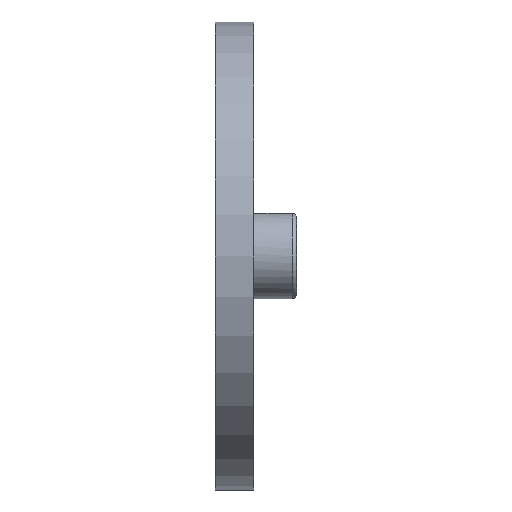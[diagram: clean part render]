
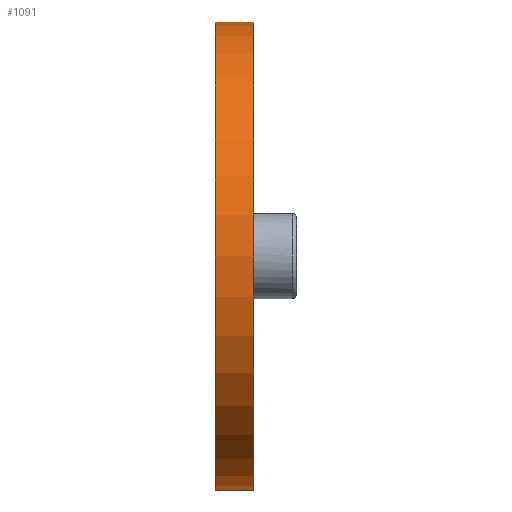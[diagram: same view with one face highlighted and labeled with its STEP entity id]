
A CAD part, front view. The second image highlights one B-rep face of the part: STEP entity #1091.
In plain terms, the highlighted cylindrical face has radius 27.44 mm (diameter 54.88 mm), a full revolution.
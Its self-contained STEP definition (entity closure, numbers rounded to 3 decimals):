
#106=FACE_OUTER_BOUND('',#169,.T.);
#169=EDGE_LOOP('',(#958,#959,#960,#961));
#252=LINE('',#1987,#333);
#333=VECTOR('',#1574,27.44);
#406=CIRCLE('',#1232,27.44);
#407=CIRCLE('',#1234,27.44);
#513=VERTEX_POINT('',#1982);
#514=VERTEX_POINT('',#1985);
#675=EDGE_CURVE('',#513,#513,#406,.T.);
#676=EDGE_CURVE('',#514,#514,#407,.T.);
#677=EDGE_CURVE('',#514,#513,#252,.T.);
#958=ORIENTED_EDGE('',*,*,#676,.F.);
#959=ORIENTED_EDGE('',*,*,#677,.T.);
#960=ORIENTED_EDGE('',*,*,#675,.T.);
#961=ORIENTED_EDGE('',*,*,#677,.F.);
#1037=CYLINDRICAL_SURFACE('',#1233,27.44);
#1091=ADVANCED_FACE('',(#106),#1037,.T.);
#1232=AXIS2_PLACEMENT_3D('',#1983,#1568,#1569);
#1233=AXIS2_PLACEMENT_3D('',#1984,#1570,#1571);
#1234=AXIS2_PLACEMENT_3D('',#1986,#1572,#1573);
#1568=DIRECTION('center_axis',(1.,0.,0.));
#1569=DIRECTION('ref_axis',(0.,0.,-1.));
#1570=DIRECTION('center_axis',(1.,0.,0.));
#1571=DIRECTION('ref_axis',(0.,0.,-1.));
#1572=DIRECTION('center_axis',(1.,0.,0.));
#1573=DIRECTION('ref_axis',(0.,0.,-1.));
#1574=DIRECTION('',(-1.,0.,0.));
#1982=CARTESIAN_POINT('',(0.,0.,27.44));
#1983=CARTESIAN_POINT('Origin',(0.,0.,0.));
#1984=CARTESIAN_POINT('Origin',(2.25,0.,0.));
#1985=CARTESIAN_POINT('',(4.5,0.,27.44));
#1986=CARTESIAN_POINT('Origin',(4.5,0.,0.));
#1987=CARTESIAN_POINT('',(2.25,0.,27.44));
